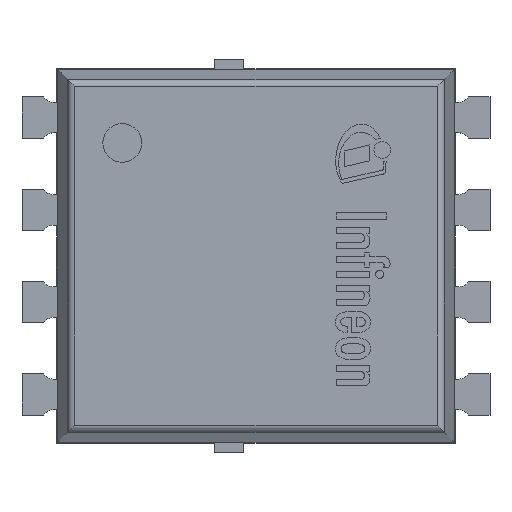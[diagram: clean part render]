
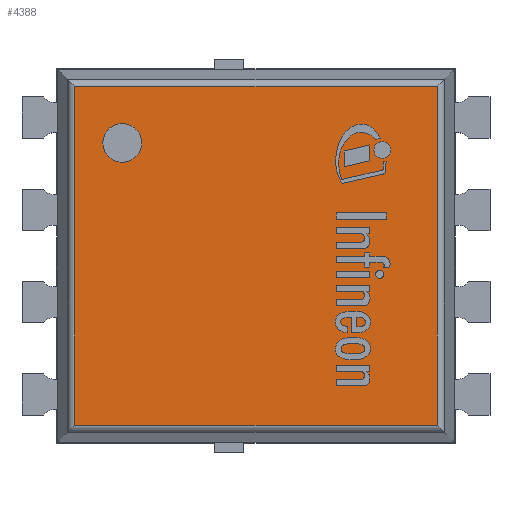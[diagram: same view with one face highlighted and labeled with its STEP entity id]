
A CAD part, top view. The second image highlights one B-rep face of the part: STEP entity #4388.
In plain terms, the highlighted planar face has unit normal (0, 0, 1).
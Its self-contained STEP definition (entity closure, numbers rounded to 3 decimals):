
#111=FACE_BOUND('',#657,.T.);
#120=CIRCLE('',#4673,0.267);
#190=PLANE('',#4672);
#397=FACE_OUTER_BOUND('',#656,.T.);
#656=EDGE_LOOP('',(#3084,#3085,#3086,#3087));
#657=EDGE_LOOP('',(#3088));
#922=LINE('',#6141,#1456);
#924=LINE('',#6149,#1458);
#926=LINE('',#6155,#1460);
#929=LINE('',#6161,#1463);
#1456=VECTOR('',#4979,1.);
#1458=VECTOR('',#4987,1.);
#1460=VECTOR('',#4993,1.);
#1463=VECTOR('',#5000,1.);
#1990=VERTEX_POINT('',#6139);
#1991=VERTEX_POINT('',#6140);
#1994=VERTEX_POINT('',#6148);
#1996=VERTEX_POINT('',#6154);
#2001=VERTEX_POINT('',#6173);
#2418=EDGE_CURVE('',#1990,#1991,#922,.T.);
#2422=EDGE_CURVE('',#1991,#1994,#924,.T.);
#2425=EDGE_CURVE('',#1994,#1996,#926,.T.);
#2429=EDGE_CURVE('',#1996,#1990,#929,.T.);
#2435=EDGE_CURVE('',#2001,#2001,#120,.T.);
#3084=ORIENTED_EDGE('',*,*,#2418,.F.);
#3085=ORIENTED_EDGE('',*,*,#2429,.F.);
#3086=ORIENTED_EDGE('',*,*,#2425,.F.);
#3087=ORIENTED_EDGE('',*,*,#2422,.F.);
#3088=ORIENTED_EDGE('',*,*,#2435,.T.);
#4388=ADVANCED_FACE('',(#397,#111),#190,.T.);
#4672=AXIS2_PLACEMENT_3D('',#6172,#5010,#5011);
#4673=AXIS2_PLACEMENT_3D('',#6174,#5012,#5013);
#4979=DIRECTION('',(0.,-1.,0.));
#4987=DIRECTION('',(-1.,0.,0.));
#4993=DIRECTION('',(0.,1.,0.));
#5000=DIRECTION('',(1.,0.,0.));
#5010=DIRECTION('center_axis',(0.,0.,1.));
#5011=DIRECTION('ref_axis',(0.,-1.,0.));
#5012=DIRECTION('center_axis',(0.,0.,-1.));
#5013=DIRECTION('ref_axis',(0.,1.,0.));
#6139=CARTESIAN_POINT('',(2.494,2.329,1.1));
#6140=CARTESIAN_POINT('',(2.494,-2.329,1.1));
#6141=CARTESIAN_POINT('',(2.494,1.288,1.1));
#6148=CARTESIAN_POINT('',(-2.494,-2.329,1.1));
#6149=CARTESIAN_POINT('',(-1.37,-2.329,1.1));
#6154=CARTESIAN_POINT('',(-2.494,2.329,1.1));
#6155=CARTESIAN_POINT('',(-2.494,1.288,1.1));
#6161=CARTESIAN_POINT('',(-1.37,2.329,1.1));
#6172=CARTESIAN_POINT('Origin',(0.,0.,1.1));
#6173=CARTESIAN_POINT('',(-1.84,1.288,1.1));
#6174=CARTESIAN_POINT('Origin',(-1.84,1.555,1.1));
